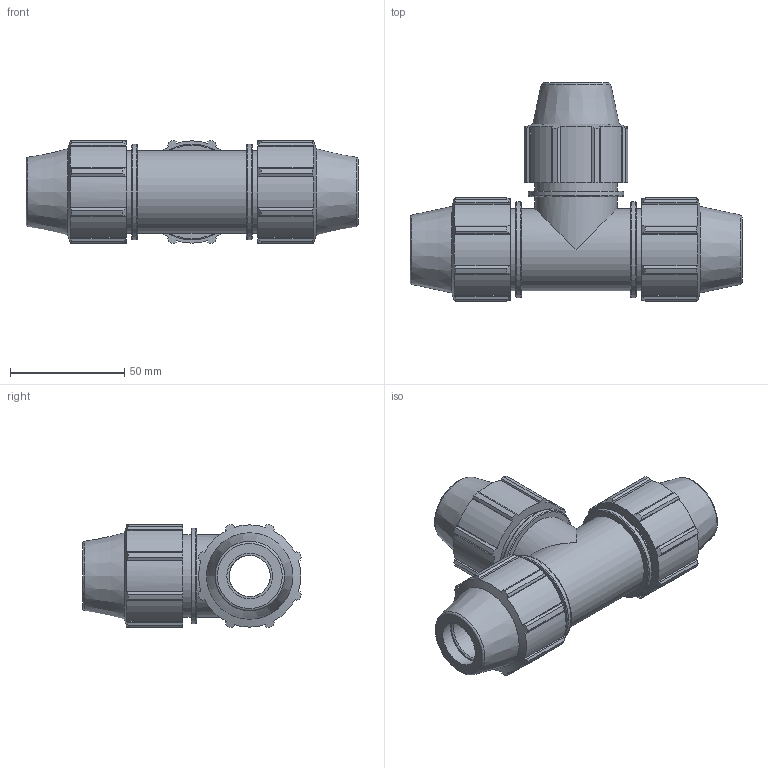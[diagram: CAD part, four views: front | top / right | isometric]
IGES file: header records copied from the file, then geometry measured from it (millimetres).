
Global section: file name: 070400020_180400020_0704060200A.ipt; native system: Autodesk Inventor 2015; preprocessor: unknown; author: KIM; date: 20170606.172108; units: millimetre
Bounding box: 145 x 95.58 x 45.16 mm (x, y, z)
Volume: 182854 mm3; surface area: 44538.8 mm2
Topology: 1 solids, 1 shells, 212 faces, 607 edges, 411 vertices
Faces by surface type: plane 114, cylinder 56, cone 22, revolution 20
Full cylindrical faces by diameter (mm): 36 x5, 41.76 x3
